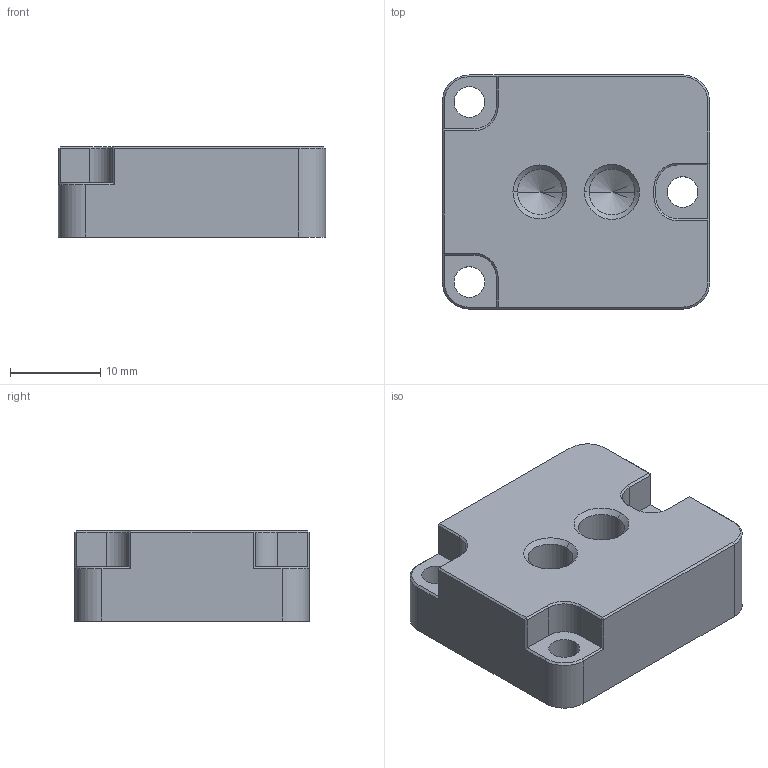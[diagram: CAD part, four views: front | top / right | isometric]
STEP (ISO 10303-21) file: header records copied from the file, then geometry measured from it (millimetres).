
FILE_DESCRIPTION (( 'STEP AP214' ), '1' );
FILE_NAME ('4636-ÄZ01_Mako-G_Tripod.STEP', '2015-08-10T11:36:27', ( 'dwoebber' ), ( '' ), 'SwSTEP 2.0', 'SolidWorks 2014', '' );
FILE_SCHEMA (( 'AUTOMOTIVE_DESIGN' ));
Length unit declared in the file: millimetre
Products named in the file (1): 4636-嚼01_Mako-G_Tripod
Bounding box: 29.7 x 26 x 10 mm (x, y, z)
Volume: 6732.7 mm3; surface area: 3002.5 mm2
Topology: 1 solids, 1 shells, 79 faces, 183 edges, 104 vertices
Faces by surface type: plane 45, cylinder 18, cone 16
Entity records: 2243 total; most frequent: DIRECTION 387, CARTESIAN_POINT 363, ORIENTED_EDGE 358, EDGE_CURVE 179, VECTOR 131, LINE 131, AXIS2_PLACEMENT_3D 128, VERTEX_POINT 104
